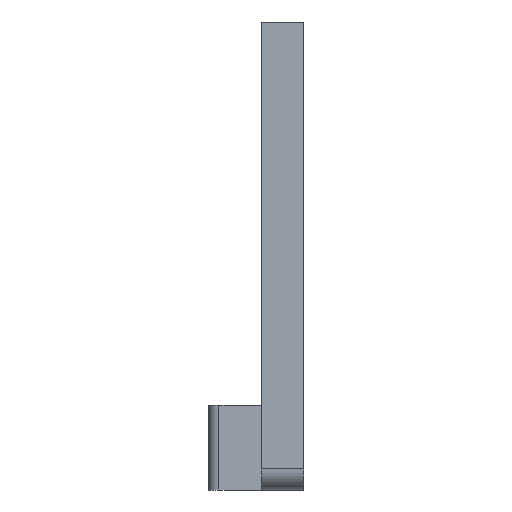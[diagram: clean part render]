
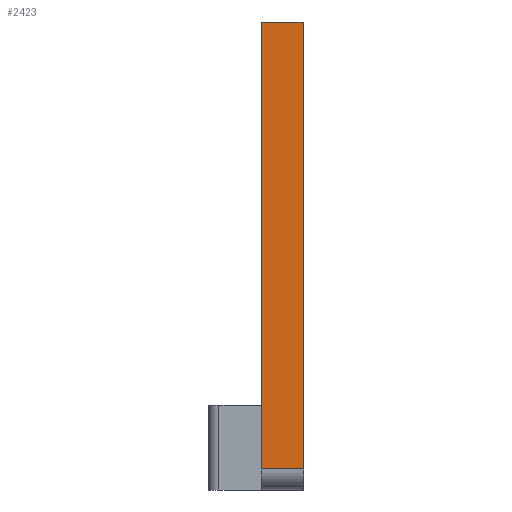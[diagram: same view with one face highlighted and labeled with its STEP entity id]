
A CAD part, left-side view. The second image highlights one B-rep face of the part: STEP entity #2423.
In plain terms, the highlighted planar face has unit normal (-1, 0, 0).
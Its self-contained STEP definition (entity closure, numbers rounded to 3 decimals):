
#2312=CARTESIAN_POINT('',(176.1,-80.,52.35));
#2313=VERTEX_POINT('',#2312);
#2320=CARTESIAN_POINT('',(176.1,-80.,10.12));
#2321=VERTEX_POINT('',#2320);
#2322=CARTESIAN_POINT('',(176.1,-80.,10.12));
#2323=DIRECTION('',(-0.,0.,1.));
#2324=VECTOR('',#2323,42.23);
#2325=LINE('',#2322,#2324);
#2326=EDGE_CURVE('',#2321,#2313,#2325,.T.);
#2367=CARTESIAN_POINT('',(176.1,-76.,52.35));
#2368=VERTEX_POINT('',#2367);
#2384=CARTESIAN_POINT('',(176.1,-76.,10.12));
#2385=VERTEX_POINT('',#2384);
#2393=CARTESIAN_POINT('',(176.1,-76.,52.35));
#2394=DIRECTION('',(0.,-0.,-1.));
#2395=VECTOR('',#2394,42.23);
#2396=LINE('',#2393,#2395);
#2397=EDGE_CURVE('',#2368,#2385,#2396,.T.);
#2402=CARTESIAN_POINT('',(176.1,-0.1,126.95));
#2403=DIRECTION('',(-1.,0.,-0.));
#2404=DIRECTION('',(-0.,-1.,0.));
#2405=AXIS2_PLACEMENT_3D('',#2402,#2403,#2404);
#2406=PLANE('',#2405);
#2407=ORIENTED_EDGE('',*,*,#2326,.T.);
#2408=CARTESIAN_POINT('',(176.1,-76.,52.35));
#2409=DIRECTION('',(-0.,-1.,0.));
#2410=VECTOR('',#2409,4.);
#2411=LINE('',#2408,#2410);
#2412=EDGE_CURVE('',#2368,#2313,#2411,.T.);
#2413=ORIENTED_EDGE('',*,*,#2412,.F.);
#2414=ORIENTED_EDGE('',*,*,#2397,.T.);
#2415=CARTESIAN_POINT('',(176.1,-80.,10.12));
#2416=DIRECTION('',(0.,1.,-0.));
#2417=VECTOR('',#2416,4.);
#2418=LINE('',#2415,#2417);
#2419=EDGE_CURVE('',#2321,#2385,#2418,.T.);
#2420=ORIENTED_EDGE('',*,*,#2419,.F.);
#2421=EDGE_LOOP('',(#2407,#2413,#2414,#2420));
#2422=FACE_BOUND('',#2421,.T.);
#2423=ADVANCED_FACE('',(#2422),#2406,.T.);
